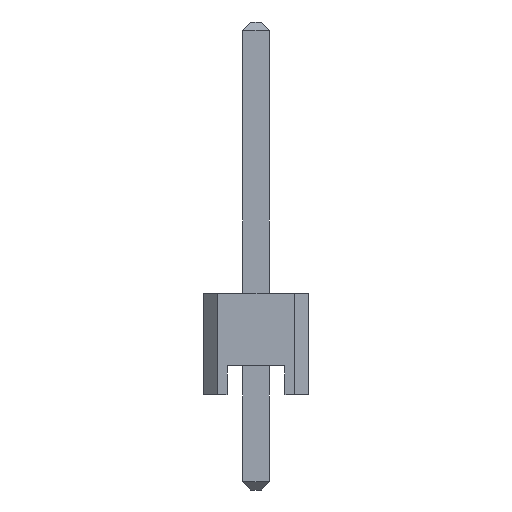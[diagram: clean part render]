
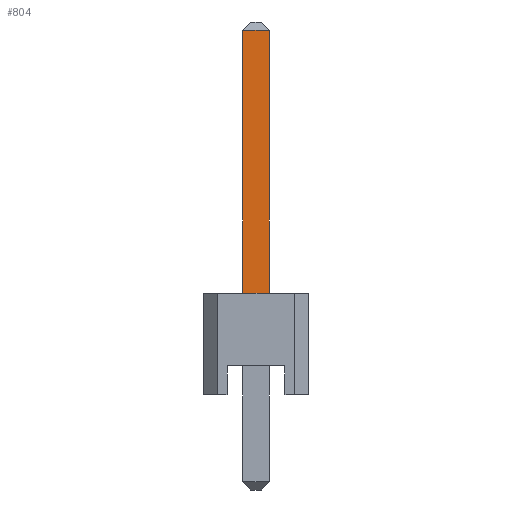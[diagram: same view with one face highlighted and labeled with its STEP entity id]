
A CAD part, left-side view. The second image highlights one B-rep face of the part: STEP entity #804.
In plain terms, the highlighted planar face has unit normal (-1, 0, 0).
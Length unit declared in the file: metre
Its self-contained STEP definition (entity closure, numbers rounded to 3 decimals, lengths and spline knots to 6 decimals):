
#196=ORIENTED_EDGE('',*,*,#347,.F.);
#197=ORIENTED_EDGE('',*,*,#348,.T.);
#198=ORIENTED_EDGE('',*,*,#344,.T.);
#199=ORIENTED_EDGE('',*,*,#349,.T.);
#344=EDGE_CURVE('',#428,#429,#508,.T.);
#347=EDGE_CURVE('',#430,#431,#511,.T.);
#348=EDGE_CURVE('',#430,#428,#512,.T.);
#349=EDGE_CURVE('',#429,#431,#513,.T.);
#428=VERTEX_POINT('',#1290);
#429=VERTEX_POINT('',#1291);
#430=VERTEX_POINT('',#1296);
#431=VERTEX_POINT('',#1297);
#508=LINE('',#1289,#608);
#511=LINE('',#1295,#611);
#512=LINE('',#1298,#612);
#513=LINE('',#1299,#613);
#608=VECTOR('',#1054,1.);
#611=VECTOR('',#1059,1.);
#612=VECTOR('',#1060,1.);
#613=VECTOR('',#1061,1.);
#676=EDGE_LOOP('',(#196,#197,#198,#199));
#720=FACE_BOUND('',#676,.T.);
#763=PLANE('',#921);
#804=ADVANCED_FACE('',(#720),#763,.F.);
#921=AXIS2_PLACEMENT_3D('',#1294,#1057,#1058);
#1054=DIRECTION('',(0.,0.,-1.));
#1057=DIRECTION('',(1.,0.,0.));
#1058=DIRECTION('',(0.,1.,0.));
#1059=DIRECTION('',(0.,0.,-1.));
#1060=DIRECTION('',(0.,1.,0.));
#1061=DIRECTION('',(0.,-1.,0.));
#1289=CARTESIAN_POINT('',(-0.000325,0.000325,0.0083));
#1290=CARTESIAN_POINT('',(-0.000325,0.000325,0.0081));
#1291=CARTESIAN_POINT('',(-0.000325,0.000325,0.00175));
#1294=CARTESIAN_POINT('',(-0.000325,0.,0.0083));
#1295=CARTESIAN_POINT('',(-0.000325,-0.000325,0.0083));
#1296=CARTESIAN_POINT('',(-0.000325,-0.000325,0.0081));
#1297=CARTESIAN_POINT('',(-0.000325,-0.000325,0.00175));
#1298=CARTESIAN_POINT('',(-0.000325,0.000325,0.0081));
#1299=CARTESIAN_POINT('',(-0.000325,0.,0.00175));
